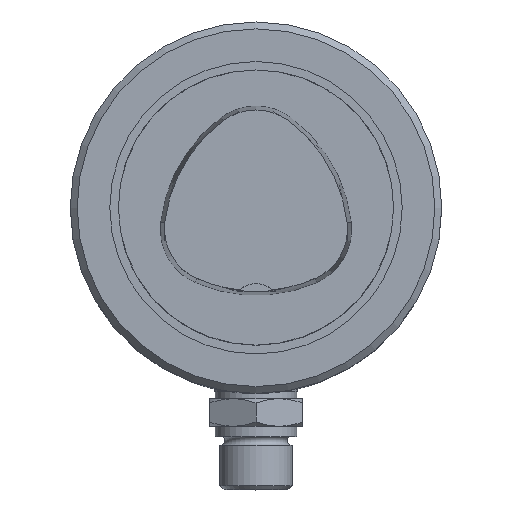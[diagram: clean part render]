
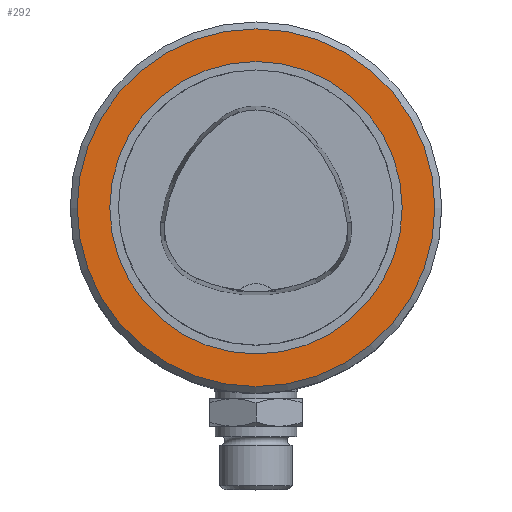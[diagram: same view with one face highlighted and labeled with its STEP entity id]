
A CAD part, top view. The second image highlights one B-rep face of the part: STEP entity #292.
In plain terms, the highlighted planar face has unit normal (0, 0, 1).
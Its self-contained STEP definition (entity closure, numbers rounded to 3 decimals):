
#292=ADVANCED_FACE('',(#419,#420),#365,.T.);
#365=PLANE('',#1430);
#419=FACE_BOUND('',#539,.T.);
#420=FACE_BOUND('',#540,.T.);
#539=EDGE_LOOP('',(#792));
#540=EDGE_LOOP('',(#793));
#792=ORIENTED_EDGE('',*,*,#1141,.F.);
#793=ORIENTED_EDGE('',*,*,#1142,.T.);
#999=VERTEX_POINT('',#2146);
#1000=VERTEX_POINT('',#2148);
#1141=EDGE_CURVE('',#999,#999,#1257,.T.);
#1142=EDGE_CURVE('',#1000,#1000,#1258,.T.);
#1257=CIRCLE('',#1428,52.);
#1258=CIRCLE('',#1429,42.5);
#1428=AXIS2_PLACEMENT_3D('',#2145,#1757,#1758);
#1429=AXIS2_PLACEMENT_3D('',#2147,#1759,#1760);
#1430=AXIS2_PLACEMENT_3D('',#2149,#1761,#1762);
#1757=DIRECTION('',(0.,0.,-1.));
#1758=DIRECTION('',(0.,1.,0.));
#1759=DIRECTION('',(0.,0.,-1.));
#1760=DIRECTION('',(0.,1.,0.));
#1761=DIRECTION('',(0.,0.,1.));
#1762=DIRECTION('',(0.,1.,0.));
#2145=CARTESIAN_POINT('',(0.,0.,-31.5));
#2146=CARTESIAN_POINT('',(0.,52.,-31.5));
#2147=CARTESIAN_POINT('',(0.,0.,-31.5));
#2148=CARTESIAN_POINT('',(0.,42.5,-31.5));
#2149=CARTESIAN_POINT('',(0.,0.,-31.5));
